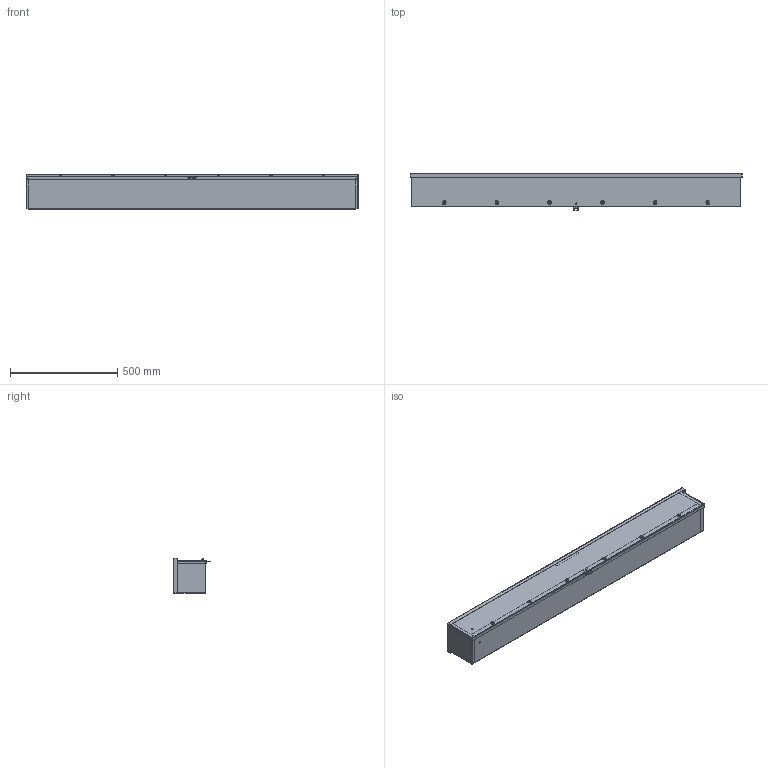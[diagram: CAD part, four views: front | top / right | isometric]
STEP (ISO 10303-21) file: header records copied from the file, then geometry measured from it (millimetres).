
FILE_DESCRIPTION (( 'STEP AP203' ), '1' );
FILE_NAME ('C3RWT660_Default.step', '2019-11-13T14:04:44', ( '' ), ( '' ), 'SwSTEP 2.0', 'SolidWorks 2019', '' );
FILE_SCHEMA (( 'CONFIG_CONTROL_DESIGN' ));
Length unit declared in the file: inch
Products named in the file (1): C3RWT660_Default
Bounding box: 1546.22 x 174.52 x 167.49 mm (x, y, z)
Volume: 1600502.5 mm3; surface area: 2226167.9 mm2
Topology: 31 solids, 31 shells, 1129 faces, 2867 edges, 1836 vertices
Faces by surface type: plane 628, cylinder 353, cone 76, bspline 60, torus 12
Entity records: 37112 total; most frequent: CARTESIAN_POINT 9607, DIRECTION 5751, ORIENTED_EDGE 5726, EDGE_CURVE 2863, AXIS2_PLACEMENT_3D 2046, VERTEX_POINT 1836, LINE 1659, VECTOR 1659
